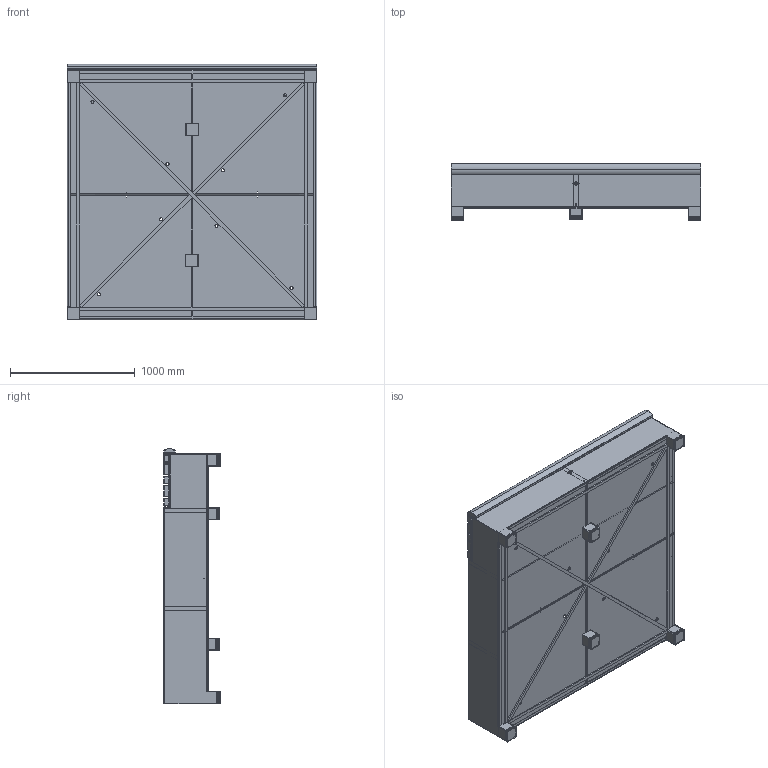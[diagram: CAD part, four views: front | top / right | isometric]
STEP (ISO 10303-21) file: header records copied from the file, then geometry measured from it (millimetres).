
FILE_DESCRIPTION (( 'STEP AP203' ), '1' );
FILE_NAME ('GP.2000.S.Al.STEP', '2021-03-30T14:43:47', ( '' ), ( '' ), 'SwSTEP 2.0', 'SolidWorks 2020', '' );
FILE_SCHEMA (( 'CONFIG_CONTROL_DESIGN' ));
Length unit declared in the file: millimetre
Products named in the file (30): GP.2000.S.Al Reinforcement-4; GP.2000.D.Al Plastic feet 100x100; GP.2000.S.Al Wood strip; GP.2000.S.Al Bottom strip-2; GP.2000.S.Al Reinforcement wall; GP.2000.S.Al Wood strip top; GP.2000.S.Al Base; GP.2000.S.Al Wood 90x40; GP.2000.S.Al Wall-3; GP.2000.S.Al Wall-2; GP.2000.S.Al Wood 90x40 front; GP.2000.S.Al Wood strip front; GP.2000.S.Al; GP.2000.S.Al Bottom-1; GP.2000.S.Al Feet plate; GP.2000.S.Al Bottom strip-3; GP.2000.S.Al Feet plate middle; GP.2000.S.Al Wall-4; GP.2000.S.Al Wood 60x40; GP.2000.S.Al Reinforcement-1; GP.2000.S.Al Bottom strip-1; GP.2000.S.Al Seat; GP.2000.S.Al Reinforcement-3; GP.2000.S.Al Reinforcement-2; GP.2000.S.Al Wood seat; GP.2000.S.Al Wall-1; FURNS Brandtag sticker
Assembly tree (62 placements, depth 4):
  GP.2000.S.Al
    GP.2000.S.Al Base
      GP.2000.S.Al Wall-1
      GP.2000.S.Al Wall-2
      GP.2000.S.Al Wall-3
      GP.2000.S.Al Wall-4
      GP.2000.S.Al Bottom-1  x4
      GP.2000.S.Al Reinforcement wall  x2
      GP.2000.S.Al Feet plate  x4
      GP.2000.S.Al Feet plate middle  x4
      GP.2000.S.Al Seat
      GP.2000.S.Al Reinforcement-2
      GP.2000.S.Al Reinforcement-3
      GP.2000.S.Al Reinforcement-4
      GP.2000.S.Al Reinforcement-1  x6
      GP.2000.S.Al Bottom strip-3  x4
      GP.2000.S.Al Bottom strip-1
      GP.2000.S.Al Bottom strip-2  x2
    GP.2000.S.Al Wood seat
      GP.2000.S.Al Wood 90x40 front
      GP.2000.S.Al Wood 60x40  x3
      GP.2000.S.Al Wood 90x40  x2
      GP.2000.S.Al Wood strip
        GP.2000.S.Al Wood strip top
        GP.2000.S.Al Wood strip front
      GP.2000.S.Al Wood strip
        GP.2000.S.Al Wood strip top
        GP.2000.S.Al Wood strip front
      GP.2000.S.Al Wood strip
        GP.2000.S.Al Wood strip top
        GP.2000.S.Al Wood strip front
      GP.2000.S.Al Wood strip
        GP.2000.S.Al Wood strip top
        GP.2000.S.Al Wood strip front
    FURNS Brandtag sticker
    GP.2000.D.Al Plastic feet 100x100  x6
Bounding box: 2000 x 450 x 2046 mm (x, y, z)
Volume: 78451281.2 mm3; surface area: 24074961.1 mm2
Topology: 56 solids, 56 shells, 2488 faces, 6256 edges, 3872 vertices
Faces by surface type: plane 1551, cylinder 657, bspline 110, cone 96, sphere 72, torus 2
Entity records: 42862 total; most frequent: CARTESIAN_POINT 8671, ORIENTED_EDGE 6476, DIRECTION 5756, EDGE_CURVE 3238, VECTOR 2482, LINE 2482, VERTEX_POINT 2048, AXIS2_PLACEMENT_3D 1637
